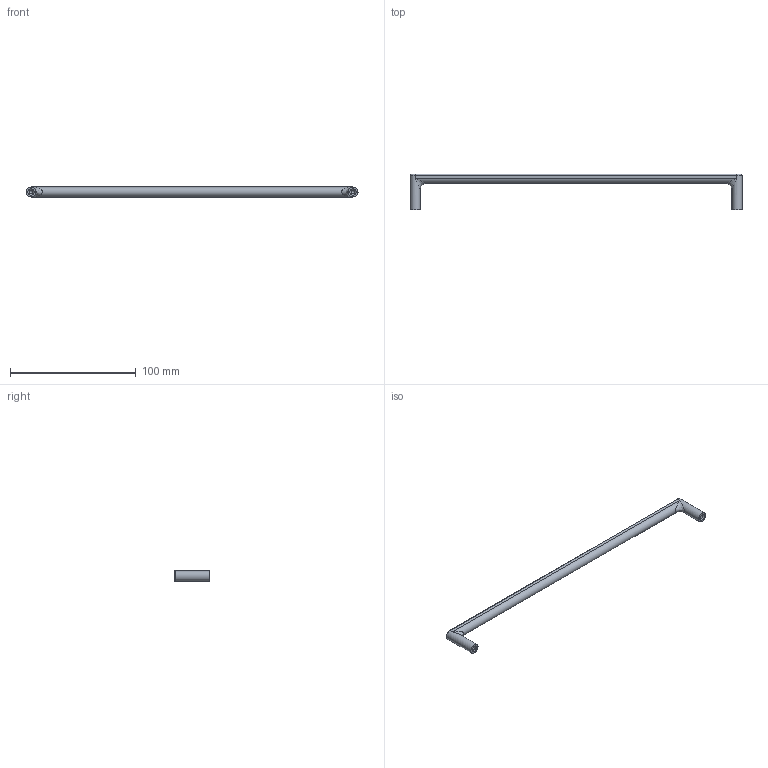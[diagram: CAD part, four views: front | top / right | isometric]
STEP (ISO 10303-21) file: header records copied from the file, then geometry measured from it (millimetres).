
FILE_DESCRIPTION(/* description */ (''),/* implementation_level */ '2;1');
FILE_NAME(/* name */ '0487_256_00.stp',/* time_stamp */ '2024-02-02T12:40:07+01:00',/* author */ ('mantolin'),/* organization */ (''),/* preprocessor_version */ 'ST-DEVELOPER v18.1',/* originating_system */ 'Autodesk Inventor 2022',/* authorisation */ '');
FILE_SCHEMA (('AUTOMOTIVE_DESIGN { 1 0 10303 214 3 1 1 }'));
Length unit declared in the file: millimetre
Products named in the file (1): 0487_256_00
Bounding box: 264 x 28 x 8 mm (x, y, z)
Volume: 14913.1 mm3; surface area: 8232.7 mm2
Topology: 1 solids, 1 shells, 20 faces, 46 edges, 25 vertices
Faces by surface type: cylinder 7, plane 5, cone 4, torus 2, bspline 2
Full cylindrical faces by diameter (mm): 3.242 x2, 8 x2
Entity records: 724 total; most frequent: CARTESIAN_POINT 240, DIRECTION 100, ORIENTED_EDGE 80, AXIS2_PLACEMENT_3D 41, EDGE_CURVE 40, VERTEX_POINT 24, EDGE_LOOP 22, FACE_OUTER_BOUND 20
